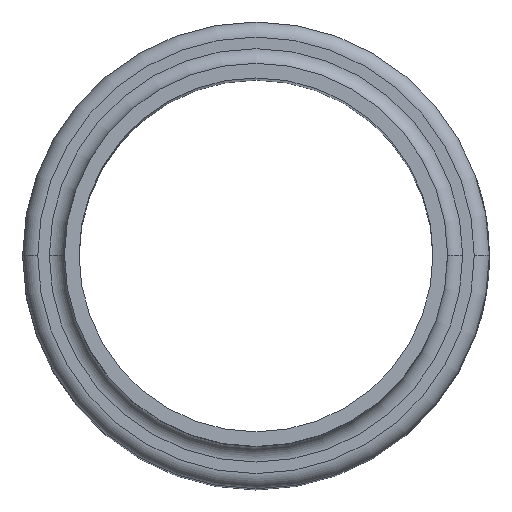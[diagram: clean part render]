
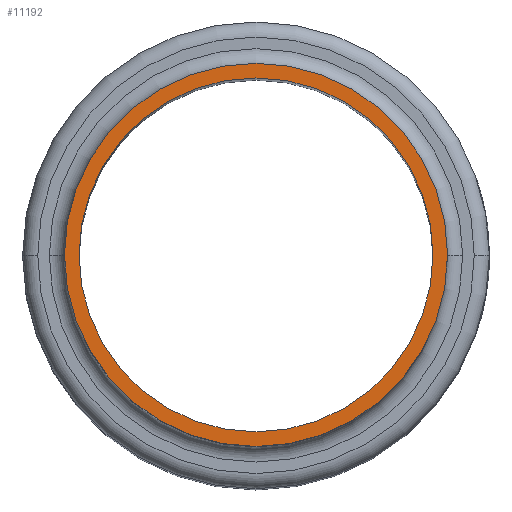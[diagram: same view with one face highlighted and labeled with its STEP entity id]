
A CAD part, top view. The second image highlights one B-rep face of the part: STEP entity #11192.
In plain terms, the highlighted planar face has unit normal (0, 0, 1).
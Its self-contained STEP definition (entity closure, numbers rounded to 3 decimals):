
#1158 = CARTESIAN_POINT ( 'NONE',  ( 0., 0., 0. ) ) ;
#1586 = AXIS2_PLACEMENT_3D ( 'NONE', #25578, #27871, #8315 ) ;
#2034 = DIRECTION ( 'NONE',  ( 1., 0., 0. ) ) ;
#2107 = ORIENTED_EDGE ( 'NONE', *, *, #20339, .T. ) ;
#2789 = VERTEX_POINT ( 'NONE', #18896 ) ;
#3033 = AXIS2_PLACEMENT_3D ( 'NONE', #1158, #3158, #7470 ) ;
#3158 = DIRECTION ( 'NONE',  ( 0., 0., 1. ) ) ;
#3957 = CIRCLE ( 'NONE', #3033, 35.15 ) ;
#4166 = CIRCLE ( 'NONE', #12371, 35.15 ) ;
#4317 = DIRECTION ( 'NONE',  ( -1., 0., 0. ) ) ;
#4735 = EDGE_CURVE ( 'NONE', #7108, #2789, #4166, .T. ) ;
#6342 = CARTESIAN_POINT ( 'NONE',  ( 38.05, 0., 0. ) ) ;
#6696 = DIRECTION ( 'NONE',  ( 0., 0., 1. ) ) ;
#7108 = VERTEX_POINT ( 'NONE', #17840 ) ;
#7380 = VERTEX_POINT ( 'NONE', #26278 ) ;
#7470 = DIRECTION ( 'NONE',  ( 1., 0., 0. ) ) ;
#7619 = ORIENTED_EDGE ( 'NONE', *, *, #20143, .F. ) ;
#8315 = DIRECTION ( 'NONE',  ( 1., 0., 0. ) ) ;
#8485 = FACE_BOUND ( 'NONE', #13279, .T. ) ;
#8493 = DIRECTION ( 'NONE',  ( 0., 0., 1. ) ) ;
#9917 = ORIENTED_EDGE ( 'NONE', *, *, #25392, .T. ) ;
#10266 = CIRCLE ( 'NONE', #1586, 38.05 ) ;
#11192 = ADVANCED_FACE ( 'NONE', ( #8485, #14748 ), #23462, .F. ) ;
#12371 = AXIS2_PLACEMENT_3D ( 'NONE', #28045, #8493, #2034 ) ;
#12413 = CIRCLE ( 'NONE', #27454, 38.05 ) ;
#12503 = ORIENTED_EDGE ( 'NONE', *, *, #4735, .F. ) ;
#13279 = EDGE_LOOP ( 'NONE', ( #12503, #7619 ) ) ;
#14748 = FACE_OUTER_BOUND ( 'NONE', #16564, .T. ) ;
#15167 = DIRECTION ( 'NONE',  ( 0., 0., -1. ) ) ;
#16564 = EDGE_LOOP ( 'NONE', ( #9917, #2107 ) ) ;
#17840 = CARTESIAN_POINT ( 'NONE',  ( 35.15, 0., 0. ) ) ;
#18896 = CARTESIAN_POINT ( 'NONE',  ( -35.15, 0., 0. ) ) ;
#19426 = CARTESIAN_POINT ( 'NONE',  ( 0., 36.15, 0. ) ) ;
#20143 = EDGE_CURVE ( 'NONE', #2789, #7108, #3957, .T. ) ;
#20339 = EDGE_CURVE ( 'NONE', #7380, #24861, #10266, .T. ) ;
#21809 = DIRECTION ( 'NONE',  ( 1., 0., 0. ) ) ;
#23462 = PLANE ( 'NONE',  #27638 ) ;
#23836 = CARTESIAN_POINT ( 'NONE',  ( 0., 0., 0. ) ) ;
#24861 = VERTEX_POINT ( 'NONE', #6342 ) ;
#25392 = EDGE_CURVE ( 'NONE', #24861, #7380, #12413, .T. ) ;
#25578 = CARTESIAN_POINT ( 'NONE',  ( 0., 0., 0. ) ) ;
#26278 = CARTESIAN_POINT ( 'NONE',  ( -38.05, 0., 0. ) ) ;
#27454 = AXIS2_PLACEMENT_3D ( 'NONE', #23836, #6696, #21809 ) ;
#27638 = AXIS2_PLACEMENT_3D ( 'NONE', #19426, #15167, #4317 ) ;
#27871 = DIRECTION ( 'NONE',  ( 0., 0., 1. ) ) ;
#28045 = CARTESIAN_POINT ( 'NONE',  ( 0., 0., 0. ) ) ;
